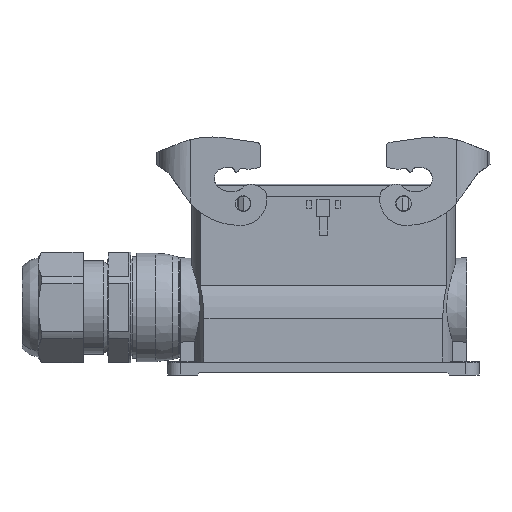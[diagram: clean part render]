
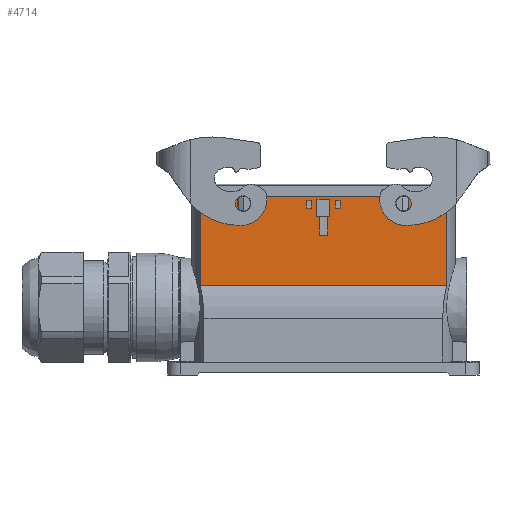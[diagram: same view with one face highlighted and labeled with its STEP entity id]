
A CAD part, front view. The second image highlights one B-rep face of the part: STEP entity #4714.
In plain terms, the highlighted planar face has unit normal (0, -1, 0).
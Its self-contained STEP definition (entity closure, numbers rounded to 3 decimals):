
#3941=FACE_BOUND('',#6056,.T.);
#3942=FACE_BOUND('',#6057,.T.);
#3943=FACE_BOUND('',#6058,.T.);
#3944=FACE_BOUND('',#6059,.T.);
#4243=PLANE('',#18356);
#4714=ADVANCED_FACE('',(#3941,#3942,#3943,#3944),#4243,.T.);
#6056=EDGE_LOOP('',(#8331,#8332,#8333,#8334,#8335,#8336,#8337,#8338,#8339,
#8340,#8341,#8342,#8343,#8344));
#6057=EDGE_LOOP('',(#8345,#8346,#8347,#8348));
#6058=EDGE_LOOP('',(#8349,#8350,#8351,#8352,#8353,#8354,#8355,#8356));
#6059=EDGE_LOOP('',(#8357,#8358,#8359,#8360));
#8331=ORIENTED_EDGE('',*,*,#12782,.F.);
#8332=ORIENTED_EDGE('',*,*,#12733,.F.);
#8333=ORIENTED_EDGE('',*,*,#12783,.T.);
#8334=ORIENTED_EDGE('',*,*,#12784,.T.);
#8335=ORIENTED_EDGE('',*,*,#12785,.F.);
#8336=ORIENTED_EDGE('',*,*,#12786,.T.);
#8337=ORIENTED_EDGE('',*,*,#12787,.T.);
#8338=ORIENTED_EDGE('',*,*,#12723,.F.);
#8339=ORIENTED_EDGE('',*,*,#12788,.F.);
#8340=ORIENTED_EDGE('',*,*,#12789,.F.);
#8341=ORIENTED_EDGE('',*,*,#12722,.F.);
#8342=ORIENTED_EDGE('',*,*,#12790,.T.);
#8343=ORIENTED_EDGE('',*,*,#12735,.F.);
#8344=ORIENTED_EDGE('',*,*,#12791,.F.);
#8345=ORIENTED_EDGE('',*,*,#12792,.F.);
#8346=ORIENTED_EDGE('',*,*,#12793,.F.);
#8347=ORIENTED_EDGE('',*,*,#12794,.F.);
#8348=ORIENTED_EDGE('',*,*,#12795,.F.);
#8349=ORIENTED_EDGE('',*,*,#12796,.T.);
#8350=ORIENTED_EDGE('',*,*,#12797,.T.);
#8351=ORIENTED_EDGE('',*,*,#12798,.T.);
#8352=ORIENTED_EDGE('',*,*,#12799,.T.);
#8353=ORIENTED_EDGE('',*,*,#12800,.T.);
#8354=ORIENTED_EDGE('',*,*,#12801,.T.);
#8355=ORIENTED_EDGE('',*,*,#12802,.T.);
#8356=ORIENTED_EDGE('',*,*,#12803,.T.);
#8357=ORIENTED_EDGE('',*,*,#12804,.F.);
#8358=ORIENTED_EDGE('',*,*,#12805,.F.);
#8359=ORIENTED_EDGE('',*,*,#12806,.F.);
#8360=ORIENTED_EDGE('',*,*,#12807,.F.);
#11127=VERTEX_POINT('',#24355);
#11130=VERTEX_POINT('',#24367);
#11131=VERTEX_POINT('',#24371);
#11132=VERTEX_POINT('',#24372);
#11139=VERTEX_POINT('',#24405);
#11140=VERTEX_POINT('',#24407);
#11141=VERTEX_POINT('',#24414);
#11142=VERTEX_POINT('',#24415);
#11178=VERTEX_POINT('',#24543);
#11179=VERTEX_POINT('',#24545);
#11180=VERTEX_POINT('',#24547);
#11181=VERTEX_POINT('',#24549);
#11182=VERTEX_POINT('',#24551);
#11183=VERTEX_POINT('',#24554);
#11184=VERTEX_POINT('',#24559);
#11185=VERTEX_POINT('',#24560);
#11186=VERTEX_POINT('',#24562);
#11187=VERTEX_POINT('',#24564);
#11188=VERTEX_POINT('',#24567);
#11189=VERTEX_POINT('',#24568);
#11190=VERTEX_POINT('',#24570);
#11191=VERTEX_POINT('',#24572);
#11192=VERTEX_POINT('',#24574);
#11193=VERTEX_POINT('',#24576);
#11194=VERTEX_POINT('',#24578);
#11195=VERTEX_POINT('',#24580);
#11196=VERTEX_POINT('',#24583);
#11197=VERTEX_POINT('',#24584);
#11198=VERTEX_POINT('',#24586);
#11199=VERTEX_POINT('',#24588);
#12722=EDGE_CURVE('',#11130,#11127,#14221,.T.);
#12723=EDGE_CURVE('',#11131,#11132,#14222,.T.);
#12733=EDGE_CURVE('',#11139,#11140,#14223,.T.);
#12735=EDGE_CURVE('',#11141,#11142,#14224,.T.);
#12782=EDGE_CURVE('',#11140,#11178,#15305,.T.);
#12783=EDGE_CURVE('',#11139,#11179,#15306,.T.);
#12784=EDGE_CURVE('',#11179,#11180,#15307,.T.);
#12785=EDGE_CURVE('',#11181,#11180,#15308,.T.);
#12786=EDGE_CURVE('',#11181,#11182,#15309,.T.);
#12787=EDGE_CURVE('',#11182,#11132,#15310,.T.);
#12788=EDGE_CURVE('',#11183,#11131,#15311,.T.);
#12789=EDGE_CURVE('',#11127,#11183,#14228,.T.);
#12790=EDGE_CURVE('',#11130,#11142,#15312,.T.);
#12791=EDGE_CURVE('',#11178,#11141,#14229,.T.);
#12792=EDGE_CURVE('',#11184,#11185,#15313,.T.);
#12793=EDGE_CURVE('',#11186,#11184,#15314,.T.);
#12794=EDGE_CURVE('',#11187,#11186,#15315,.T.);
#12795=EDGE_CURVE('',#11185,#11187,#15316,.T.);
#12796=EDGE_CURVE('',#11188,#11189,#15317,.T.);
#12797=EDGE_CURVE('',#11189,#11190,#15318,.T.);
#12798=EDGE_CURVE('',#11190,#11191,#15319,.T.);
#12799=EDGE_CURVE('',#11191,#11192,#15320,.T.);
#12800=EDGE_CURVE('',#11192,#11193,#15321,.T.);
#12801=EDGE_CURVE('',#11193,#11194,#15322,.T.);
#12802=EDGE_CURVE('',#11194,#11195,#15323,.T.);
#12803=EDGE_CURVE('',#11195,#11188,#15324,.T.);
#12804=EDGE_CURVE('',#11196,#11197,#15325,.T.);
#12805=EDGE_CURVE('',#11198,#11196,#15326,.T.);
#12806=EDGE_CURVE('',#11199,#11198,#15327,.T.);
#12807=EDGE_CURVE('',#11197,#11199,#15328,.T.);
#14221=CIRCLE('',#18323,3.5);
#14222=CIRCLE('',#18325,3.5);
#14223=CIRCLE('',#18331,3.5);
#14224=CIRCLE('',#18333,3.5);
#14228=CIRCLE('',#18354,2.4);
#14229=CIRCLE('',#18355,2.4);
#15305=LINE('',#24542,#16469);
#15306=LINE('',#24544,#16470);
#15307=LINE('',#24546,#16471);
#15308=LINE('',#24548,#16472);
#15309=LINE('',#24550,#16473);
#15310=LINE('',#24552,#16474);
#15311=LINE('',#24553,#16475);
#15312=LINE('',#24556,#16476);
#15313=LINE('',#24558,#16477);
#15314=LINE('',#24561,#16478);
#15315=LINE('',#24563,#16479);
#15316=LINE('',#24565,#16480);
#15317=LINE('',#24566,#16481);
#15318=LINE('',#24569,#16482);
#15319=LINE('',#24571,#16483);
#15320=LINE('',#24573,#16484);
#15321=LINE('',#24575,#16485);
#15322=LINE('',#24577,#16486);
#15323=LINE('',#24579,#16487);
#15324=LINE('',#24581,#16488);
#15325=LINE('',#24582,#16489);
#15326=LINE('',#24585,#16490);
#15327=LINE('',#24587,#16491);
#15328=LINE('',#24589,#16492);
#16469=VECTOR('',#20636,1.);
#16470=VECTOR('',#20637,1.);
#16471=VECTOR('',#20638,1.);
#16472=VECTOR('',#20639,1.);
#16473=VECTOR('',#20640,1.);
#16474=VECTOR('',#20641,1.);
#16475=VECTOR('',#20642,1.);
#16476=VECTOR('',#20645,1.);
#16477=VECTOR('',#20648,1.);
#16478=VECTOR('',#20649,1.);
#16479=VECTOR('',#20650,1.);
#16480=VECTOR('',#20651,1.);
#16481=VECTOR('',#20652,1.);
#16482=VECTOR('',#20653,1.);
#16483=VECTOR('',#20654,1.);
#16484=VECTOR('',#20655,1.);
#16485=VECTOR('',#20656,1.);
#16486=VECTOR('',#20657,1.);
#16487=VECTOR('',#20658,1.);
#16488=VECTOR('',#20659,1.);
#16489=VECTOR('',#20660,1.);
#16490=VECTOR('',#20661,1.);
#16491=VECTOR('',#20662,1.);
#16492=VECTOR('',#20663,1.);
#18323=AXIS2_PLACEMENT_3D('',#24368,#20543,#20544);
#18325=AXIS2_PLACEMENT_3D('',#24370,#20547,#20548);
#18331=AXIS2_PLACEMENT_3D('',#24406,#20562,#20563);
#18333=AXIS2_PLACEMENT_3D('',#24413,#20566,#20567);
#18354=AXIS2_PLACEMENT_3D('',#24555,#20643,#20644);
#18355=AXIS2_PLACEMENT_3D('',#24557,#20646,#20647);
#18356=AXIS2_PLACEMENT_3D('',#24590,#20664,#20665);
#20543=DIRECTION('',(0.,-1.,0.));
#20544=DIRECTION('',(1.,0.,0.));
#20547=DIRECTION('',(0.,-1.,0.));
#20548=DIRECTION('',(1.,0.,0.));
#20562=DIRECTION('',(0.,-1.,0.));
#20563=DIRECTION('',(1.,0.,0.));
#20566=DIRECTION('',(0.,-1.,0.));
#20567=DIRECTION('',(1.,0.,0.));
#20636=DIRECTION('',(0.,0.,-1.));
#20637=DIRECTION('',(-1.,0.,0.));
#20638=DIRECTION('',(0.,0.,-1.));
#20639=DIRECTION('',(-1.,0.,0.));
#20640=DIRECTION('',(0.,0.,1.));
#20641=DIRECTION('',(-1.,0.,0.));
#20642=DIRECTION('',(0.,0.,1.));
#20643=DIRECTION('',(0.,-1.,0.));
#20644=DIRECTION('',(1.,0.,0.));
#20645=DIRECTION('',(-1.,0.,0.));
#20646=DIRECTION('',(0.,-1.,0.));
#20647=DIRECTION('',(1.,0.,0.));
#20648=DIRECTION('',(0.,0.,1.));
#20649=DIRECTION('',(1.,0.,0.));
#20650=DIRECTION('',(0.,0.,-1.));
#20651=DIRECTION('',(-1.,0.,0.));
#20652=DIRECTION('',(0.017,0.,-1.));
#20653=DIRECTION('',(-1.,0.,0.));
#20654=DIRECTION('',(0.,0.,-1.));
#20655=DIRECTION('',(-1.,0.,0.));
#20656=DIRECTION('',(0.,0.,1.));
#20657=DIRECTION('',(-1.,0.,0.));
#20658=DIRECTION('',(0.017,0.,1.));
#20659=DIRECTION('',(1.,0.,0.));
#20660=DIRECTION('',(1.,0.,0.));
#20661=DIRECTION('',(0.,0.,-1.));
#20662=DIRECTION('',(-1.,0.,0.));
#20663=DIRECTION('',(0.,0.,1.));
#20664=DIRECTION('',(0.,-1.,0.));
#20665=DIRECTION('',(-1.,0.,0.));
#24355=CARTESIAN_POINT('',(37.,-22.5,-0.85));
#24367=CARTESIAN_POINT('',(35.283,-22.5,5.7));
#24368=CARTESIAN_POINT('',(37.,-22.5,2.65));
#24370=CARTESIAN_POINT('',(37.,-22.5,2.65));
#24371=CARTESIAN_POINT('',(39.4,-22.5,5.198));
#24372=CARTESIAN_POINT('',(38.717,-22.5,5.7));
#24405=CARTESIAN_POINT('',(-38.717,-22.5,5.7));
#24406=CARTESIAN_POINT('',(-37.,-22.5,2.65));
#24407=CARTESIAN_POINT('',(-39.4,-22.5,5.198));
#24413=CARTESIAN_POINT('',(-37.,-22.5,2.65));
#24414=CARTESIAN_POINT('',(-37.,-22.5,-0.85));
#24415=CARTESIAN_POINT('',(-35.283,-22.5,5.7));
#24542=CARTESIAN_POINT('',(-39.4,-22.5,2.65));
#24543=CARTESIAN_POINT('',(-39.4,-22.5,1.55));
#24544=CARTESIAN_POINT('',(0.,-22.5,5.7));
#24545=CARTESIAN_POINT('',(-56.85,-22.5,5.7));
#24546=CARTESIAN_POINT('',(-56.85,-22.5,5.7));
#24547=CARTESIAN_POINT('',(-56.85,-22.5,-35.001));
#24548=CARTESIAN_POINT('',(56.85,-22.5,-35.001));
#24549=CARTESIAN_POINT('',(56.85,-22.5,-35.001));
#24550=CARTESIAN_POINT('',(56.85,-22.5,5.7));
#24551=CARTESIAN_POINT('',(56.85,-22.5,5.7));
#24552=CARTESIAN_POINT('',(0.,-22.5,5.7));
#24553=CARTESIAN_POINT('',(39.4,-22.5,5.7));
#24554=CARTESIAN_POINT('',(39.4,-22.5,1.55));
#24555=CARTESIAN_POINT('',(37.,-22.5,1.55));
#24556=CARTESIAN_POINT('',(0.,-22.5,5.7));
#24557=CARTESIAN_POINT('',(-37.,-22.5,1.55));
#24558=CARTESIAN_POINT('',(-5.5,-22.5,5.7));
#24559=CARTESIAN_POINT('',(-5.5,-22.5,0.6));
#24560=CARTESIAN_POINT('',(-5.5,-22.5,4.));
#24561=CARTESIAN_POINT('',(-7.7,-22.5,0.6));
#24562=CARTESIAN_POINT('',(-7.7,-22.5,0.6));
#24563=CARTESIAN_POINT('',(-7.7,-22.5,4.));
#24564=CARTESIAN_POINT('',(-7.7,-22.5,4.));
#24565=CARTESIAN_POINT('',(-5.5,-22.5,4.));
#24566=CARTESIAN_POINT('',(2.047,-22.5,-5.964));
#24567=CARTESIAN_POINT('',(1.86,-22.5,4.75));
#24568=CARTESIAN_POINT('',(2.001,-22.5,-3.285));
#24569=CARTESIAN_POINT('',(0.,-22.5,-3.285));
#24570=CARTESIAN_POINT('',(2.,-22.5,-3.285));
#24571=CARTESIAN_POINT('',(2.,-22.5,-6.));
#24572=CARTESIAN_POINT('',(2.,-22.5,-11.95));
#24573=CARTESIAN_POINT('',(0.,-22.5,-11.95));
#24574=CARTESIAN_POINT('',(-2.,-22.5,-11.95));
#24575=CARTESIAN_POINT('',(-2.,-22.5,-6.));
#24576=CARTESIAN_POINT('',(-2.,-22.5,-3.285));
#24577=CARTESIAN_POINT('',(0.,-22.5,-3.285));
#24578=CARTESIAN_POINT('',(-2.001,-22.5,-3.285));
#24579=CARTESIAN_POINT('',(-2.047,-22.5,-5.964));
#24580=CARTESIAN_POINT('',(-1.86,-22.5,4.75));
#24581=CARTESIAN_POINT('',(-2.,-22.5,4.75));
#24582=CARTESIAN_POINT('',(5.5,-22.5,0.6));
#24583=CARTESIAN_POINT('',(5.5,-22.5,0.6));
#24584=CARTESIAN_POINT('',(7.7,-22.5,0.6));
#24585=CARTESIAN_POINT('',(5.5,-22.5,4.));
#24586=CARTESIAN_POINT('',(5.5,-22.5,4.));
#24587=CARTESIAN_POINT('',(7.7,-22.5,4.));
#24588=CARTESIAN_POINT('',(7.7,-22.5,4.));
#24589=CARTESIAN_POINT('',(7.7,-22.5,0.6));
#24590=CARTESIAN_POINT('',(0.,-22.5,5.7));
